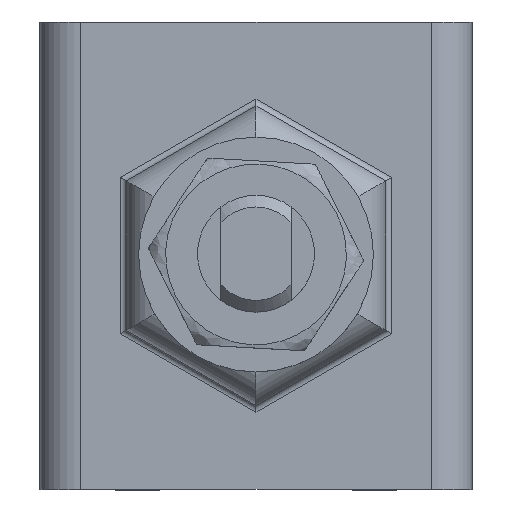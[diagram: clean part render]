
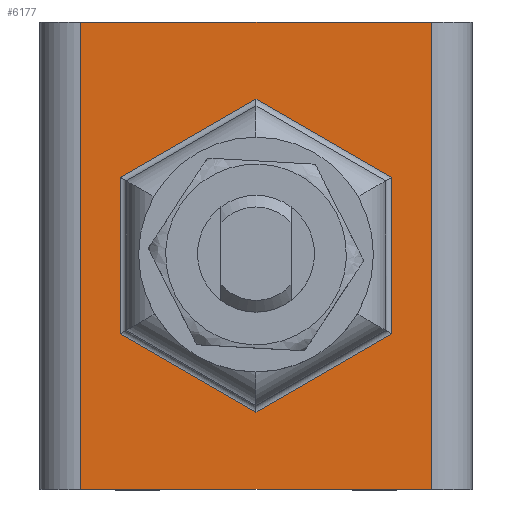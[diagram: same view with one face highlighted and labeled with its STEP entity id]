
A CAD part, top view. The second image highlights one B-rep face of the part: STEP entity #6177.
In plain terms, the highlighted face is planar.
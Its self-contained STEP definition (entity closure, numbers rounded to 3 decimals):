
#4973=CARTESIAN_POINT('',(-15.,36.0,-20.0));
#4974=VERTEX_POINT('',#4973);
#4982=CARTESIAN_POINT('',(15.,36.0,-20.0));
#4983=VERTEX_POINT('',#4982);
#4984=CARTESIAN_POINT('',(15.,36.0,-20.0));
#4985=DIRECTION('',(-1.0,0.0,0.0));
#4986=VECTOR('',#4985,30.);
#4987=LINE('',#4984,#4986);
#4988=EDGE_CURVE('',#4983,#4974,#4987,.T.);
#5170=CARTESIAN_POINT('',(15.,36.0,20.0));
#5171=VERTEX_POINT('',#5170);
#5179=CARTESIAN_POINT('',(-15.,36.0,20.0));
#5180=VERTEX_POINT('',#5179);
#5181=CARTESIAN_POINT('',(-15.,36.0,20.0));
#5182=DIRECTION('',(1.0,0.0,0.0));
#5183=VECTOR('',#5182,30.);
#5184=LINE('',#5181,#5183);
#5185=EDGE_CURVE('',#5180,#5171,#5184,.T.);
#5892=CARTESIAN_POINT('',(-11.6,36.0,-6.697));
#5893=VERTEX_POINT('',#5892);
#5901=CARTESIAN_POINT('',(-11.6,36.0,6.697));
#5902=VERTEX_POINT('',#5901);
#5903=CARTESIAN_POINT('',(-11.6,36.0,-6.697));
#5904=DIRECTION('',(0.0,0.0,1.0));
#5905=VECTOR('',#5904,13.395);
#5906=LINE('',#5903,#5905);
#5907=EDGE_CURVE('',#5893,#5902,#5906,.T.);
#5932=CARTESIAN_POINT('',(0.,36.0,-13.395));
#5933=VERTEX_POINT('',#5932);
#5941=CARTESIAN_POINT('',(0.0,36.0,-13.395));
#5942=DIRECTION('',(-0.866,0.0,0.5));
#5943=VECTOR('',#5942,13.395);
#5944=LINE('',#5941,#5943);
#5945=EDGE_CURVE('',#5933,#5893,#5944,.T.);
#5964=CARTESIAN_POINT('',(11.6,36.0,-6.697));
#5965=VERTEX_POINT('',#5964);
#5973=CARTESIAN_POINT('',(11.6,36.0,-6.697));
#5974=DIRECTION('',(-0.866,0.0,-0.5));
#5975=VECTOR('',#5974,13.395);
#5976=LINE('',#5973,#5975);
#5977=EDGE_CURVE('',#5965,#5933,#5976,.T.);
#5997=CARTESIAN_POINT('',(0.,36.0,13.395));
#5998=VERTEX_POINT('',#5997);
#5999=CARTESIAN_POINT('',(-11.6,36.0,6.697));
#6000=DIRECTION('',(0.866,0.0,0.5));
#6001=VECTOR('',#6000,13.395);
#6002=LINE('',#5999,#6001);
#6003=EDGE_CURVE('',#5902,#5998,#6002,.T.);
#6028=CARTESIAN_POINT('',(11.6,36.0,6.697));
#6029=VERTEX_POINT('',#6028);
#6037=CARTESIAN_POINT('',(11.6,36.0,6.697));
#6038=DIRECTION('',(0.0,0.0,-1.0));
#6039=VECTOR('',#6038,13.395);
#6040=LINE('',#6037,#6039);
#6041=EDGE_CURVE('',#6029,#5965,#6040,.T.);
#6059=CARTESIAN_POINT('',(0.,36.0,13.395));
#6060=DIRECTION('',(0.866,0.0,-0.5));
#6061=VECTOR('',#6060,13.395);
#6062=LINE('',#6059,#6061);
#6063=EDGE_CURVE('',#5998,#6029,#6062,.T.);
#6148=CARTESIAN_POINT('',(0.,36.0,0.0));
#6149=DIRECTION('',(0.0,1.0,0.0));
#6150=DIRECTION('',(0.0,0.0,1.0));
#6151=AXIS2_PLACEMENT_3D('',#6148,#6149,#6150);
#6152=PLANE('',#6151);
#6153=CARTESIAN_POINT('',(15.,36.0,-20.0));
#6154=DIRECTION('',(0.0,0.0,1.0));
#6155=VECTOR('',#6154,40.0);
#6156=LINE('',#6153,#6155);
#6157=EDGE_CURVE('',#4983,#5171,#6156,.T.);
#6158=ORIENTED_EDGE('',*,*,#6157,.F.);
#6159=ORIENTED_EDGE('',*,*,#4988,.T.);
#6160=CARTESIAN_POINT('',(-15.,36.0,20.0));
#6161=DIRECTION('',(0.0,0.0,-1.0));
#6162=VECTOR('',#6161,40.0);
#6163=LINE('',#6160,#6162);
#6164=EDGE_CURVE('',#5180,#4974,#6163,.T.);
#6165=ORIENTED_EDGE('',*,*,#6164,.F.);
#6166=ORIENTED_EDGE('',*,*,#5185,.T.);
#6167=EDGE_LOOP('',(#6158,#6159,#6165,#6166));
#6168=FACE_OUTER_BOUND('',#6167,.T.);
#6169=ORIENTED_EDGE('',*,*,#5907,.F.);
#6170=ORIENTED_EDGE('',*,*,#5945,.F.);
#6171=ORIENTED_EDGE('',*,*,#5977,.F.);
#6172=ORIENTED_EDGE('',*,*,#6041,.F.);
#6173=ORIENTED_EDGE('',*,*,#6063,.F.);
#6174=ORIENTED_EDGE('',*,*,#6003,.F.);
#6175=EDGE_LOOP('',(#6169,#6170,#6171,#6172,#6173,#6174));
#6176=FACE_BOUND('',#6175,.T.);
#6177=ADVANCED_FACE('',(#6168,#6176),#6152,.T.);
